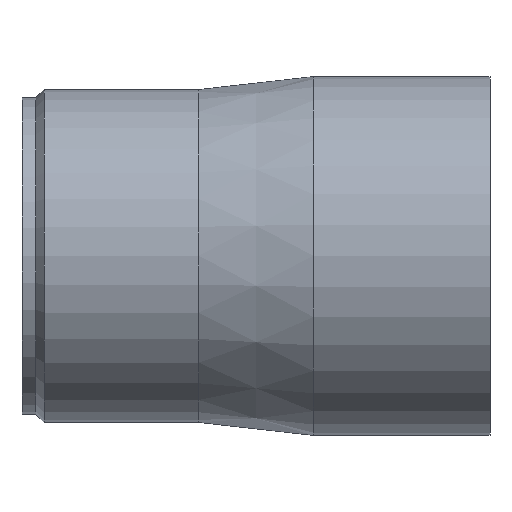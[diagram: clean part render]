
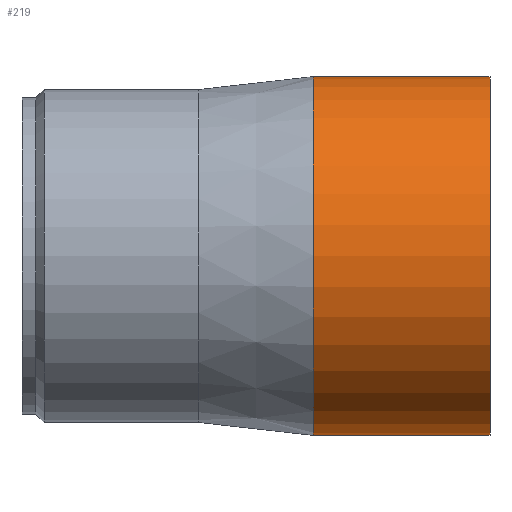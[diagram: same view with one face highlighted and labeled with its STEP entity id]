
A CAD part, top view. The second image highlights one B-rep face of the part: STEP entity #219.
In plain terms, the highlighted cylindrical face has radius 17.25 mm (diameter 34.5 mm), a partial arc.
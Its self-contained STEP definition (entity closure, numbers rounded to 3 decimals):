
#167 = VERTEX_POINT( '', #376 );
#169 = EDGE_CURVE( '', #189, #279, #378, .T. );
#177 = VERTEX_POINT( '', #386 );
#189 = VERTEX_POINT( '', #401 );
#205 = EDGE_CURVE( '', #167, #189, #419, .T. );
#219 = ADVANCED_FACE( '', ( #436 ), #437, .T. );
#267 = EDGE_CURVE( '', #177, #279, #491, .T. );
#279 = VERTEX_POINT( '', #505 );
#287 = EDGE_CURVE( '', #177, #167, #515, .T. );
#376 = CARTESIAN_POINT( '', ( 17., -17.25, 0. ) );
#378 = LINE( '', #609, #610 );
#386 = CARTESIAN_POINT( '', ( 0., -17.25, 0. ) );
#401 = CARTESIAN_POINT( '', ( 17., 17.25, 0. ) );
#419 = CIRCLE( '', #666, 17.25 );
#436 = FACE_OUTER_BOUND( '', #687, .T. );
#437 = CYLINDRICAL_SURFACE( '', #688, 17.25 );
#491 = CIRCLE( '', #757, 17.25 );
#505 = CARTESIAN_POINT( '', ( 0., 17.25, 0. ) );
#515 = LINE( '', #787, #788 );
#609 = CARTESIAN_POINT( '', ( 8.5, 17.25, 0. ) );
#610 = VECTOR( '', #889, 1. );
#666 = AXIS2_PLACEMENT_3D( '', #934, #935, #936 );
#687 = EDGE_LOOP( '', ( #961, #962, #963, #964 ) );
#688 = AXIS2_PLACEMENT_3D( '', #965, #966, #967 );
#757 = AXIS2_PLACEMENT_3D( '', #1038, #1039, #1040 );
#787 = CARTESIAN_POINT( '', ( 8.5, -17.25, 0. ) );
#788 = VECTOR( '', #1070, 1. );
#889 = DIRECTION( '', ( -1., 0., 0. ) );
#934 = CARTESIAN_POINT( '', ( 17., 0., 0. ) );
#935 = DIRECTION( '', ( -1., 0., 0. ) );
#936 = DIRECTION( '', ( 0., 1., 0. ) );
#961 = ORIENTED_EDGE( '', *, *, #169, .T. );
#962 = ORIENTED_EDGE( '', *, *, #267, .F. );
#963 = ORIENTED_EDGE( '', *, *, #287, .T. );
#964 = ORIENTED_EDGE( '', *, *, #205, .T. );
#965 = CARTESIAN_POINT( '', ( 8.5, 0., 0. ) );
#966 = DIRECTION( '', ( 1., 0., 0. ) );
#967 = DIRECTION( '', ( 0., 1., 0. ) );
#1038 = CARTESIAN_POINT( '', ( 0., 0., 0. ) );
#1039 = DIRECTION( '', ( -1., 0., 0. ) );
#1040 = DIRECTION( '', ( 0., 1., 0. ) );
#1070 = DIRECTION( '', ( 1., 0., 0. ) );
